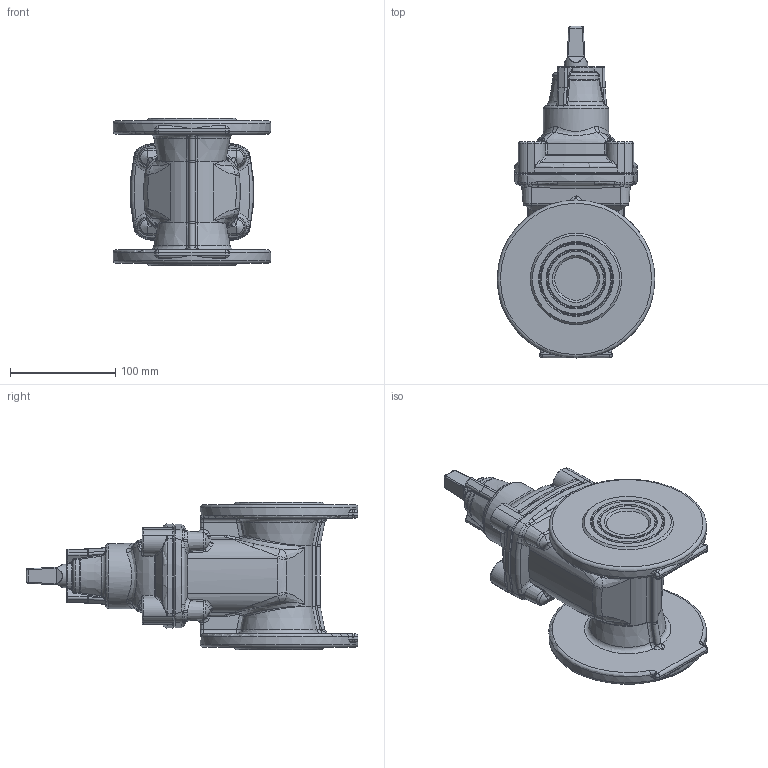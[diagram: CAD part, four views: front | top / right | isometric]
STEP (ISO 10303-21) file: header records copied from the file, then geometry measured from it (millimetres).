
FILE_DESCRIPTION (( 'STEP AP203' ), '1' );
FILE_NAME ('O_06_30_DN40_AA1_step.step', '2016-05-18T09:07:00', ( 'Windows User' ), ( 'AVK' ), 'SwSTEP 2.0', 'SolidWorks 2012', '' );
FILE_SCHEMA (( 'CONFIG_CONTROL_DESIGN' ));
Products named in the file (1): O_06_30_DN40_AA1_step
Bounding box: 150 x 316 x 140 mm (x, y, z)
Volume: 1918930.4 mm3; surface area: 158363.1 mm2
Topology: 1 solids, 1 shells, 801 faces, 1896 edges, 1051 vertices
Faces by surface type: bspline 373, cylinder 143, torus 126, plane 77, cone 64, sphere 18
Full cylindrical faces by diameter (mm): 22 x1, 35.7 x1, 52.191 x2, 62 x1, 150 x2
Entity records: 36224 total; most frequent: CARTESIAN_POINT 20996, ORIENTED_EDGE 3616, DIRECTION 2634, EDGE_CURVE 1808, AXIS2_PLACEMENT_3D 1189, VERTEX_POINT 1045, EDGE_LOOP 837, FACE_OUTER_BOUND 815
